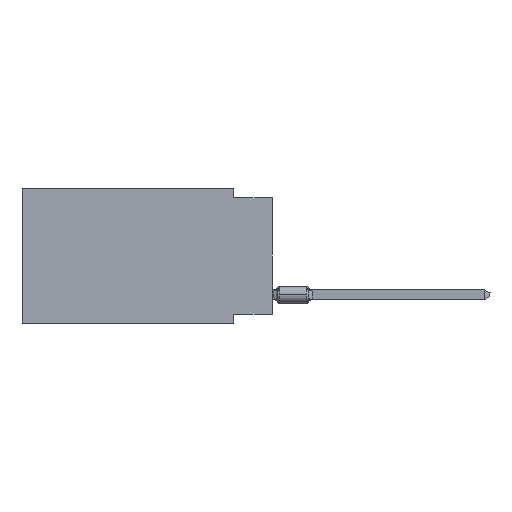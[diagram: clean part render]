
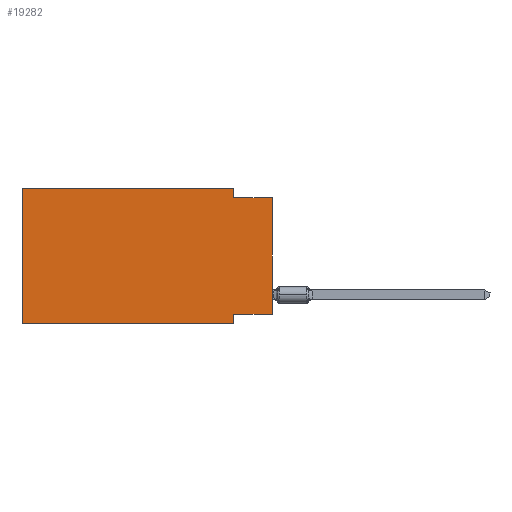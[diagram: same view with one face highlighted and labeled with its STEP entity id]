
A CAD part, left-side view. The second image highlights one B-rep face of the part: STEP entity #19282.
In plain terms, the highlighted planar face has unit normal (-1, 0, 0).
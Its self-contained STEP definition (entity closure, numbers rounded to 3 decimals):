
#668 = LINE ( 'NONE', #30171, #20519 ) ;
#818 = DIRECTION ( 'NONE',  ( 0., -1., 0. ) ) ;
#886 = CARTESIAN_POINT ( 'NONE',  ( 0., 16.383, 0. ) ) ;
#973 = LINE ( 'NONE', #30311, #25770 ) ;
#1133 = ORIENTED_EDGE ( 'NONE', *, *, #21333, .F. ) ;
#1598 = CARTESIAN_POINT ( 'NONE',  ( 0., 2.54, -0.635 ) ) ;
#1637 = CARTESIAN_POINT ( 'NONE',  ( 0., 0., -0.635 ) ) ;
#2842 = CARTESIAN_POINT ( 'NONE',  ( 0., 2.54, -8.89 ) ) ;
#3234 = VECTOR ( 'NONE', #22080, 1000. ) ;
#3496 = VECTOR ( 'NONE', #11547, 1000. ) ;
#3518 = CARTESIAN_POINT ( 'NONE',  ( 0., 16.383, -8.89 ) ) ;
#3554 = CARTESIAN_POINT ( 'NONE',  ( 0., 0., -8.255 ) ) ;
#3948 = VERTEX_POINT ( 'NONE', #17076 ) ;
#3997 = ORIENTED_EDGE ( 'NONE', *, *, #16605, .F. ) ;
#4078 = LINE ( 'NONE', #3554, #3234 ) ;
#4576 = CARTESIAN_POINT ( 'NONE',  ( 0., 2.54, -8.255 ) ) ;
#5243 = DIRECTION ( 'NONE',  ( 0., 0., -1. ) ) ;
#5691 = LINE ( 'NONE', #16363, #25206 ) ;
#5959 = DIRECTION ( 'NONE',  ( 0., 0., -1. ) ) ;
#6215 = CARTESIAN_POINT ( 'NONE',  ( 0., 0., -0.635 ) ) ;
#6913 = CARTESIAN_POINT ( 'NONE',  ( 0., 2.54, 0. ) ) ;
#7173 = LINE ( 'NONE', #23081, #29740 ) ;
#7733 = ORIENTED_EDGE ( 'NONE', *, *, #21373, .F. ) ;
#8040 = PLANE ( 'NONE',  #29577 ) ;
#9086 = EDGE_CURVE ( 'NONE', #17148, #3948, #668, .T. ) ;
#10840 = ORIENTED_EDGE ( 'NONE', *, *, #15072, .F. ) ;
#11386 = LINE ( 'NONE', #2842, #32687 ) ;
#11547 = DIRECTION ( 'NONE',  ( 0., -1., 0. ) ) ;
#12764 = VERTEX_POINT ( 'NONE', #6913 ) ;
#12960 = ORIENTED_EDGE ( 'NONE', *, *, #33165, .F. ) ;
#13947 = ORIENTED_EDGE ( 'NONE', *, *, #9086, .T. ) ;
#15072 = EDGE_CURVE ( 'NONE', #20456, #20080, #17054, .T. ) ;
#15392 = DIRECTION ( 'NONE',  ( 0., 0., 1. ) ) ;
#15519 = CARTESIAN_POINT ( 'NONE',  ( 0., 16.383, 0. ) ) ;
#16292 = VERTEX_POINT ( 'NONE', #20351 ) ;
#16363 = CARTESIAN_POINT ( 'NONE',  ( 0., 2.54, 0. ) ) ;
#16605 = EDGE_CURVE ( 'NONE', #16292, #21932, #4078, .T. ) ;
#17054 = LINE ( 'NONE', #6215, #33299 ) ;
#17076 = CARTESIAN_POINT ( 'NONE',  ( 0., 2.54, -8.89 ) ) ;
#17148 = VERTEX_POINT ( 'NONE', #3518 ) ;
#19282 = ADVANCED_FACE ( 'NONE', ( #19752 ), #8040, .F. ) ;
#19752 = FACE_OUTER_BOUND ( 'NONE', #24954, .T. ) ;
#20080 = VERTEX_POINT ( 'NONE', #1637 ) ;
#20351 = CARTESIAN_POINT ( 'NONE',  ( 0., 0., -8.255 ) ) ;
#20456 = VERTEX_POINT ( 'NONE', #1598 ) ;
#20519 = VECTOR ( 'NONE', #30852, 1000. ) ;
#21333 = EDGE_CURVE ( 'NONE', #12764, #20456, #5691, .T. ) ;
#21373 = EDGE_CURVE ( 'NONE', #17148, #33922, #973, .T. ) ;
#21932 = VERTEX_POINT ( 'NONE', #4576 ) ;
#22080 = DIRECTION ( 'NONE',  ( 0., 1., 0. ) ) ;
#22264 = EDGE_CURVE ( 'NONE', #33922, #12764, #32670, .T. ) ;
#22596 = ORIENTED_EDGE ( 'NONE', *, *, #23052, .T. ) ;
#23052 = EDGE_CURVE ( 'NONE', #16292, #20080, #7173, .T. ) ;
#23081 = CARTESIAN_POINT ( 'NONE',  ( 0., 0., 0. ) ) ;
#24392 = DIRECTION ( 'NONE',  ( 0., 0., -1. ) ) ;
#24954 = EDGE_LOOP ( 'NONE', ( #22596, #10840, #1133, #33809, #7733, #13947, #12960, #3997 ) ) ;
#25206 = VECTOR ( 'NONE', #24392, 1000. ) ;
#25770 = VECTOR ( 'NONE', #32928, 1000. ) ;
#26383 = CARTESIAN_POINT ( 'NONE',  ( 0., 16.383, 0. ) ) ;
#29346 = DIRECTION ( 'NONE',  ( 1., 0., 0. ) ) ;
#29577 = AXIS2_PLACEMENT_3D ( 'NONE', #26383, #29346, #5243 ) ;
#29740 = VECTOR ( 'NONE', #15392, 1000. ) ;
#30171 = CARTESIAN_POINT ( 'NONE',  ( 0., 16.383, -8.89 ) ) ;
#30311 = CARTESIAN_POINT ( 'NONE',  ( 0., 16.383, 0. ) ) ;
#30852 = DIRECTION ( 'NONE',  ( 0., -1., 0. ) ) ;
#32670 = LINE ( 'NONE', #886, #3496 ) ;
#32687 = VECTOR ( 'NONE', #5959, 1000. ) ;
#32928 = DIRECTION ( 'NONE',  ( 0., 0., 1. ) ) ;
#33165 = EDGE_CURVE ( 'NONE', #21932, #3948, #11386, .T. ) ;
#33299 = VECTOR ( 'NONE', #818, 1000. ) ;
#33809 = ORIENTED_EDGE ( 'NONE', *, *, #22264, .F. ) ;
#33922 = VERTEX_POINT ( 'NONE', #15519 ) ;
